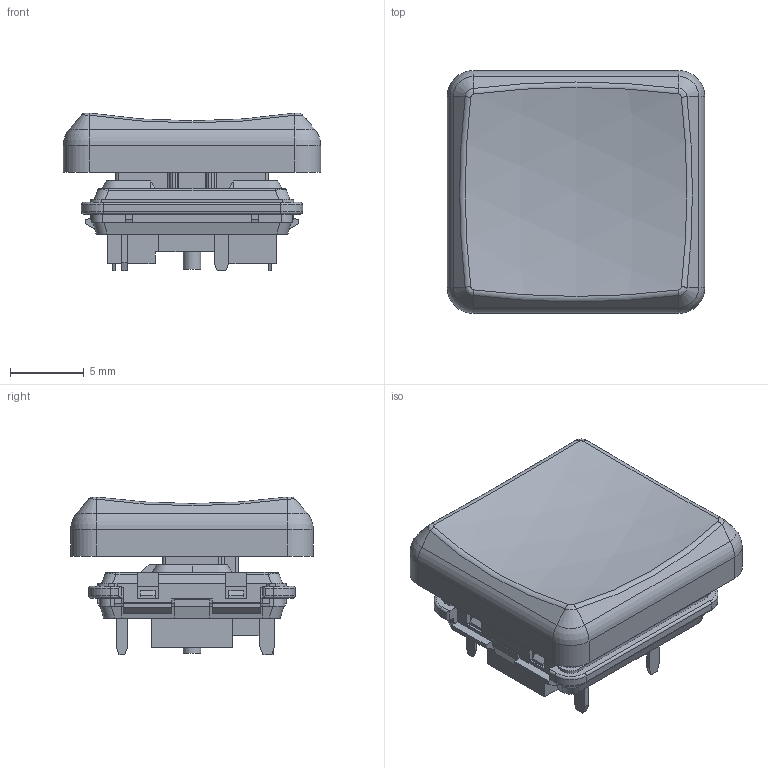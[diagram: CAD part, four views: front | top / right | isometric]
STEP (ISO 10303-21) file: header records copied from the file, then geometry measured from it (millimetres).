
FILE_DESCRIPTION(/* description */ ('STEP AP214'),/* implementation_level */ '2;1');
FILE_NAME(/* name */ '6113274b65dee90d9f165719',/* time_stamp */ '2021-08-11T01:26:37+00:00',/* author */ (''),/* organization */ (''),/* preprocessor_version */ 'ST-DEVELOPER v18.1',/* originating_system */ ' ',/* authorisation */ ' ');
FILE_SCHEMA (('AUTOMOTIVE_DESIGN {1 0 10303 214 3 1 1}'));
Length unit declared in the file: metre
Products named in the file (9): Assembly 1; Part 5; Document; Part 7; Part 4; (Unsaved); Part 6
Assembly tree (8 placements, depth 2):
  Assembly 1
    Part 5
    Document
    Document
    Part 7
    Part 4
    Document
    (Unsaved)
    Part 6
Bounding box: 17.45 x 16.45 x 10.71 mm (x, y, z)
Volume: 1339.4 mm3; surface area: 2144.7 mm2
Topology: 8 solids, 8 shells, 701 faces, 1845 edges, 1153 vertices
Faces by surface type: plane 430, cylinder 159, torus 50, bspline 39, sphere 19, cone 4
Full cylindrical faces by diameter (mm): 1.2 x1, 2.762 x1, 2.826 x1, 2.893 x1, 3.007 x1
Entity records: 22585 total; most frequent: CARTESIAN_POINT 5400, ORIENTED_EDGE 3648, DIRECTION 3340, EDGE_CURVE 1824, LINE 1312, VECTOR 1312, VERTEX_POINT 1153, AXIS2_PLACEMENT_3D 1014
